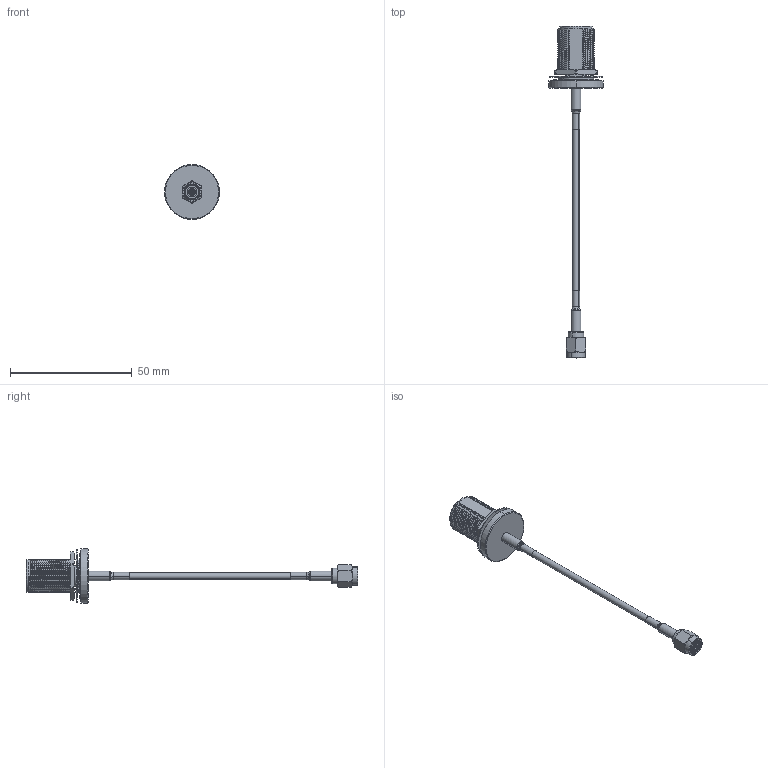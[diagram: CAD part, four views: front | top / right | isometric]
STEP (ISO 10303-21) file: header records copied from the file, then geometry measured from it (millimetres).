
FILE_DESCRIPTION (( 'STEP AP214' ), '1' );
FILE_NAME ('CAB.955.STEP', '2019-07-18T11:25:10', ( '' ), ( '' ), 'SwSTEP 2.0', 'SolidWorks 2017', '' );
FILE_SCHEMA (( 'AUTOMOTIVE_DESIGN' ));
Length unit declared in the file: millimetre
Products named in the file (1): CAB.955
Bounding box: 22.5 x 136.2 x 22.5 mm (x, y, z)
Surface area: 5152.1 mm2 (no closed solid volume)
Topology: 0 solids, 9 shells, 334 faces, 1143 edges, 781 vertices
Faces by surface type: bspline 134, cylinder 89, plane 63, cone 34, torus 14
Entity records: 125761 total; most frequent: CARTESIAN_POINT 114194, ORIENTED_EDGE 1986, EDGE_CURVE 1143, DIRECTION 1130, VERTEX_POINT 781, VECTOR 392, LINE 392, AXIS2_PLACEMENT_3D 369
